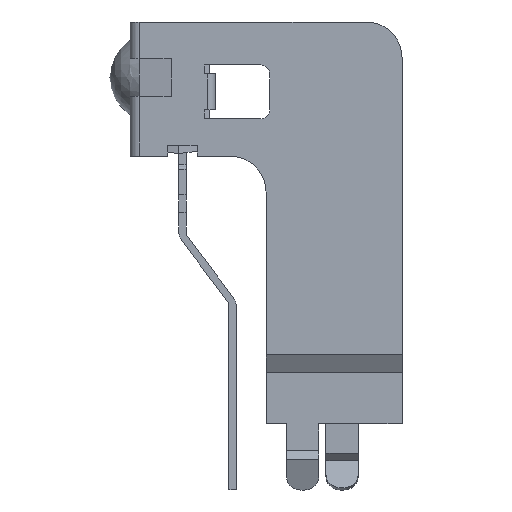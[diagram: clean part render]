
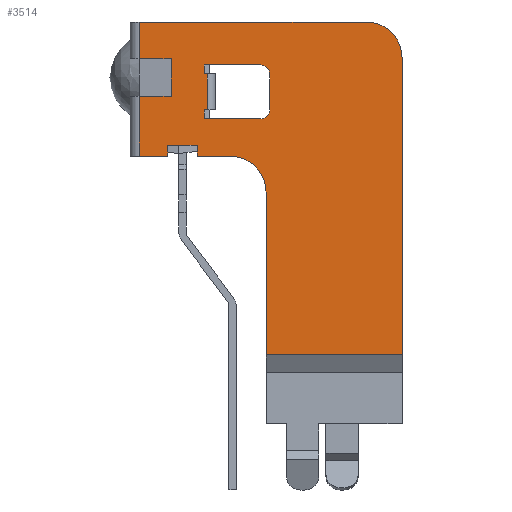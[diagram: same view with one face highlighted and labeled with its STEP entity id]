
A CAD part, left-side view. The second image highlights one B-rep face of the part: STEP entity #3514.
In plain terms, the highlighted planar face has unit normal (-1, 0, 0).
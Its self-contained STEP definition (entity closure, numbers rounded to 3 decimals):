
#3267=CARTESIAN_POINT('',(340.756,292.484,0.977));
#3268=VERTEX_POINT('',#3267);
#3276=CARTESIAN_POINT('',(340.756,292.484,-1.023));
#3277=VERTEX_POINT('',#3276);
#3278=CARTESIAN_POINT('',(340.756,292.484,0.977));
#3279=DIRECTION('',(0.0,0.0,-1.0));
#3280=VECTOR('',#3279,2.);
#3281=LINE('',#3278,#3280);
#3282=EDGE_CURVE('',#3268,#3277,#3281,.T.);
#3302=CARTESIAN_POINT('',(340.756,288.385,-3.752));
#3303=DIRECTION('',(-1.0,0.0,0.0));
#3304=DIRECTION('',(0.0,0.0,-1.0));
#3305=AXIS2_PLACEMENT_3D('',#3302,#3303,#3304);
#3306=PLANE('',#3305);
#3307=CARTESIAN_POINT('',(340.756,294.714,-3.623));
#3308=VERTEX_POINT('',#3307);
#3309=CARTESIAN_POINT('',(340.756,294.714,-3.023));
#3310=VERTEX_POINT('',#3309);
#3311=CARTESIAN_POINT('',(340.756,294.714,-3.623));
#3312=DIRECTION('',(0.0,0.0,1.0));
#3313=VECTOR('',#3312,0.6);
#3314=LINE('',#3311,#3313);
#3315=EDGE_CURVE('',#3308,#3310,#3314,.T.);
#3316=ORIENTED_EDGE('',*,*,#3315,.T.);
#3317=CARTESIAN_POINT('',(340.756,293.064,-3.023));
#3318=VERTEX_POINT('',#3317);
#3319=CARTESIAN_POINT('',(340.756,294.714,-3.023));
#3320=DIRECTION('',(0.0,-1.0,0.0));
#3321=VECTOR('',#3320,1.65);
#3322=LINE('',#3319,#3321);
#3323=EDGE_CURVE('',#3310,#3318,#3322,.T.);
#3324=ORIENTED_EDGE('',*,*,#3323,.T.);
#3325=CARTESIAN_POINT('',(340.756,293.064,-3.623));
#3326=VERTEX_POINT('',#3325);
#3327=CARTESIAN_POINT('',(340.756,293.064,-3.023));
#3328=DIRECTION('',(0.0,0.0,-1.0));
#3329=VECTOR('',#3328,0.6);
#3330=LINE('',#3327,#3329);
#3331=EDGE_CURVE('',#3318,#3326,#3330,.T.);
#3332=ORIENTED_EDGE('',*,*,#3331,.T.);
#3333=CARTESIAN_POINT('',(340.756,291.214,-3.623));
#3334=VERTEX_POINT('',#3333);
#3335=CARTESIAN_POINT('',(340.756,293.064,-3.623));
#3336=DIRECTION('',(0.0,-1.0,0.0));
#3337=VECTOR('',#3336,1.85);
#3338=LINE('',#3335,#3337);
#3339=EDGE_CURVE('',#3326,#3334,#3338,.T.);
#3340=ORIENTED_EDGE('',*,*,#3339,.T.);
#3341=CARTESIAN_POINT('',(340.756,289.214,-5.623));
#3342=VERTEX_POINT('',#3341);
#3343=CARTESIAN_POINT('',(340.756,291.214,-5.623));
#3344=DIRECTION('',(1.0,0.0,0.0));
#3345=DIRECTION('',(0.0,1.0,0.0));
#3346=AXIS2_PLACEMENT_3D('',#3343,#3344,#3345);
#3347=CIRCLE('',#3346,2.0);
#3348=EDGE_CURVE('',#3334,#3342,#3347,.T.);
#3349=ORIENTED_EDGE('',*,*,#3348,.T.);
#3350=CARTESIAN_POINT('',(340.756,289.214,-14.723));
#3351=VERTEX_POINT('',#3350);
#3352=CARTESIAN_POINT('',(340.756,289.214,-5.623));
#3353=DIRECTION('',(0.0,0.0,-1.0));
#3354=VECTOR('',#3353,9.1);
#3355=LINE('',#3352,#3354);
#3356=EDGE_CURVE('',#3342,#3351,#3355,.T.);
#3357=ORIENTED_EDGE('',*,*,#3356,.T.);
#3358=CARTESIAN_POINT('',(340.756,281.614,-14.723));
#3359=VERTEX_POINT('',#3358);
#3360=CARTESIAN_POINT('',(340.756,289.214,-14.723));
#3361=DIRECTION('',(0.0,-1.0,0.0));
#3362=VECTOR('',#3361,7.6);
#3363=LINE('',#3360,#3362);
#3364=EDGE_CURVE('',#3351,#3359,#3363,.T.);
#3365=ORIENTED_EDGE('',*,*,#3364,.T.);
#3366=CARTESIAN_POINT('',(340.756,281.614,1.877));
#3367=VERTEX_POINT('',#3366);
#3368=CARTESIAN_POINT('',(340.756,281.614,-14.723));
#3369=DIRECTION('',(0.0,0.0,1.0));
#3370=VECTOR('',#3369,16.6);
#3371=LINE('',#3368,#3370);
#3372=EDGE_CURVE('',#3359,#3367,#3371,.T.);
#3373=ORIENTED_EDGE('',*,*,#3372,.T.);
#3374=CARTESIAN_POINT('',(340.756,283.614,3.877));
#3375=VERTEX_POINT('',#3374);
#3376=CARTESIAN_POINT('',(340.756,283.614,1.877));
#3377=DIRECTION('',(1.0,0.0,0.0));
#3378=DIRECTION('',(0.0,-0.707,0.707));
#3379=AXIS2_PLACEMENT_3D('',#3376,#3377,#3378);
#3380=CIRCLE('',#3379,2.0);
#3381=EDGE_CURVE('',#3375,#3367,#3380,.T.);
#3382=ORIENTED_EDGE('',*,*,#3381,.F.);
#3383=CARTESIAN_POINT('',(340.756,296.284,3.877));
#3384=VERTEX_POINT('',#3383);
#3385=CARTESIAN_POINT('',(340.756,283.614,3.877));
#3386=DIRECTION('',(0.0,1.0,0.0));
#3387=VECTOR('',#3386,12.67);
#3388=LINE('',#3385,#3387);
#3389=EDGE_CURVE('',#3375,#3384,#3388,.T.);
#3390=ORIENTED_EDGE('',*,*,#3389,.T.);
#3391=CARTESIAN_POINT('',(340.756,296.284,1.827));
#3392=VERTEX_POINT('',#3391);
#3393=CARTESIAN_POINT('',(340.756,296.284,1.827));
#3394=DIRECTION('',(0.0,0.0,1.0));
#3395=VECTOR('',#3394,2.05);
#3396=LINE('',#3393,#3395);
#3397=EDGE_CURVE('',#3392,#3384,#3396,.T.);
#3398=ORIENTED_EDGE('',*,*,#3397,.F.);
#3399=CARTESIAN_POINT('',(340.756,294.514,1.827));
#3400=VERTEX_POINT('',#3399);
#3401=CARTESIAN_POINT('',(340.756,296.284,1.827));
#3402=DIRECTION('',(0.0,-1.0,0.0));
#3403=VECTOR('',#3402,1.77);
#3404=LINE('',#3401,#3403);
#3405=EDGE_CURVE('',#3392,#3400,#3404,.T.);
#3406=ORIENTED_EDGE('',*,*,#3405,.T.);
#3407=CARTESIAN_POINT('',(340.756,294.514,-0.273));
#3408=VERTEX_POINT('',#3407);
#3409=CARTESIAN_POINT('',(340.756,294.514,1.827));
#3410=DIRECTION('',(0.0,0.0,-1.0));
#3411=VECTOR('',#3410,2.1);
#3412=LINE('',#3409,#3411);
#3413=EDGE_CURVE('',#3400,#3408,#3412,.T.);
#3414=ORIENTED_EDGE('',*,*,#3413,.T.);
#3415=CARTESIAN_POINT('',(340.756,296.284,-0.273));
#3416=VERTEX_POINT('',#3415);
#3417=CARTESIAN_POINT('',(340.756,294.514,-0.273));
#3418=DIRECTION('',(0.0,1.0,0.0));
#3419=VECTOR('',#3418,1.77);
#3420=LINE('',#3417,#3419);
#3421=EDGE_CURVE('',#3408,#3416,#3420,.T.);
#3422=ORIENTED_EDGE('',*,*,#3421,.T.);
#3423=CARTESIAN_POINT('',(340.756,296.284,-3.623));
#3424=VERTEX_POINT('',#3423);
#3425=CARTESIAN_POINT('',(340.756,296.284,-3.623));
#3426=DIRECTION('',(0.0,0.0,1.0));
#3427=VECTOR('',#3426,3.35);
#3428=LINE('',#3425,#3427);
#3429=EDGE_CURVE('',#3424,#3416,#3428,.T.);
#3430=ORIENTED_EDGE('',*,*,#3429,.F.);
#3431=CARTESIAN_POINT('',(340.756,296.284,-3.623));
#3432=DIRECTION('',(0.0,-1.0,0.0));
#3433=VECTOR('',#3432,1.57);
#3434=LINE('',#3431,#3433);
#3435=EDGE_CURVE('',#3424,#3308,#3434,.T.);
#3436=ORIENTED_EDGE('',*,*,#3435,.T.);
#3437=EDGE_LOOP('',(#3316,#3324,#3332,#3340,#3349,#3357,#3365,#3373,#3382,#3390,#3398,#3406,#3414,#3422,#3430,#3436));
#3438=FACE_OUTER_BOUND('',#3437,.T.);
#3439=ORIENTED_EDGE('',*,*,#3282,.F.);
#3440=CARTESIAN_POINT('',(340.756,292.664,0.977));
#3441=VERTEX_POINT('',#3440);
#3442=CARTESIAN_POINT('',(340.756,292.484,0.977));
#3443=DIRECTION('',(0.0,1.0,0.0));
#3444=VECTOR('',#3443,0.18);
#3445=LINE('',#3442,#3444);
#3446=EDGE_CURVE('',#3268,#3441,#3445,.T.);
#3447=ORIENTED_EDGE('',*,*,#3446,.T.);
#3448=CARTESIAN_POINT('',(340.756,292.664,1.477));
#3449=VERTEX_POINT('',#3448);
#3450=CARTESIAN_POINT('',(340.756,292.664,0.977));
#3451=DIRECTION('',(0.0,0.0,1.0));
#3452=VECTOR('',#3451,0.5);
#3453=LINE('',#3450,#3452);
#3454=EDGE_CURVE('',#3441,#3449,#3453,.T.);
#3455=ORIENTED_EDGE('',*,*,#3454,.T.);
#3456=CARTESIAN_POINT('',(340.756,289.514,1.477));
#3457=VERTEX_POINT('',#3456);
#3458=CARTESIAN_POINT('',(340.756,292.664,1.477));
#3459=DIRECTION('',(0.0,-1.0,0.0));
#3460=VECTOR('',#3459,3.15);
#3461=LINE('',#3458,#3460);
#3462=EDGE_CURVE('',#3449,#3457,#3461,.T.);
#3463=ORIENTED_EDGE('',*,*,#3462,.T.);
#3464=CARTESIAN_POINT('',(340.756,289.014,0.977));
#3465=VERTEX_POINT('',#3464);
#3466=CARTESIAN_POINT('',(340.756,289.514,0.977));
#3467=DIRECTION('',(-1.0,0.0,0.0));
#3468=DIRECTION('',(0.0,-0.707,0.707));
#3469=AXIS2_PLACEMENT_3D('',#3466,#3467,#3468);
#3470=CIRCLE('',#3469,0.5);
#3471=EDGE_CURVE('',#3465,#3457,#3470,.T.);
#3472=ORIENTED_EDGE('',*,*,#3471,.F.);
#3473=CARTESIAN_POINT('',(340.756,289.014,-1.023));
#3474=VERTEX_POINT('',#3473);
#3475=CARTESIAN_POINT('',(340.756,289.014,0.977));
#3476=DIRECTION('',(0.0,0.0,-1.0));
#3477=VECTOR('',#3476,2.);
#3478=LINE('',#3475,#3477);
#3479=EDGE_CURVE('',#3465,#3474,#3478,.T.);
#3480=ORIENTED_EDGE('',*,*,#3479,.T.);
#3481=CARTESIAN_POINT('',(340.756,289.514,-1.523));
#3482=VERTEX_POINT('',#3481);
#3483=CARTESIAN_POINT('',(340.756,289.514,-1.023));
#3484=DIRECTION('',(-1.0,0.0,0.0));
#3485=DIRECTION('',(0.0,-0.707,-0.707));
#3486=AXIS2_PLACEMENT_3D('',#3483,#3484,#3485);
#3487=CIRCLE('',#3486,0.5);
#3488=EDGE_CURVE('',#3482,#3474,#3487,.T.);
#3489=ORIENTED_EDGE('',*,*,#3488,.F.);
#3490=CARTESIAN_POINT('',(340.756,292.664,-1.523));
#3491=VERTEX_POINT('',#3490);
#3492=CARTESIAN_POINT('',(340.756,289.514,-1.523));
#3493=DIRECTION('',(0.0,1.0,0.0));
#3494=VECTOR('',#3493,3.15);
#3495=LINE('',#3492,#3494);
#3496=EDGE_CURVE('',#3482,#3491,#3495,.T.);
#3497=ORIENTED_EDGE('',*,*,#3496,.T.);
#3498=CARTESIAN_POINT('',(340.756,292.664,-1.023));
#3499=VERTEX_POINT('',#3498);
#3500=CARTESIAN_POINT('',(340.756,292.664,-1.523));
#3501=DIRECTION('',(0.0,0.0,1.0));
#3502=VECTOR('',#3501,0.5);
#3503=LINE('',#3500,#3502);
#3504=EDGE_CURVE('',#3491,#3499,#3503,.T.);
#3505=ORIENTED_EDGE('',*,*,#3504,.T.);
#3506=CARTESIAN_POINT('',(340.756,292.664,-1.023));
#3507=DIRECTION('',(0.0,-1.0,0.0));
#3508=VECTOR('',#3507,0.18);
#3509=LINE('',#3506,#3508);
#3510=EDGE_CURVE('',#3499,#3277,#3509,.T.);
#3511=ORIENTED_EDGE('',*,*,#3510,.T.);
#3512=EDGE_LOOP('',(#3439,#3447,#3455,#3463,#3472,#3480,#3489,#3497,#3505,#3511));
#3513=FACE_BOUND('',#3512,.T.);
#3514=ADVANCED_FACE('',(#3438,#3513),#3306,.T.);
